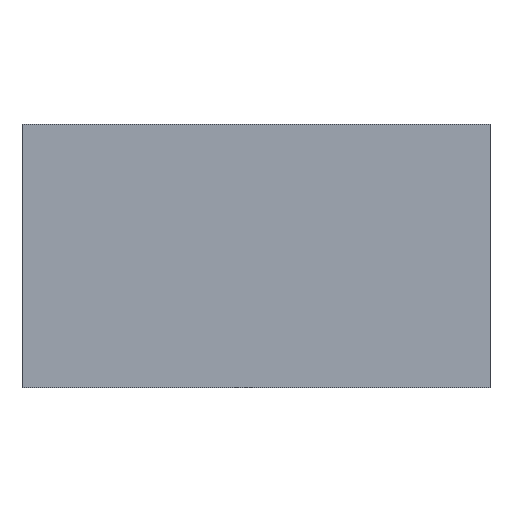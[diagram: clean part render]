
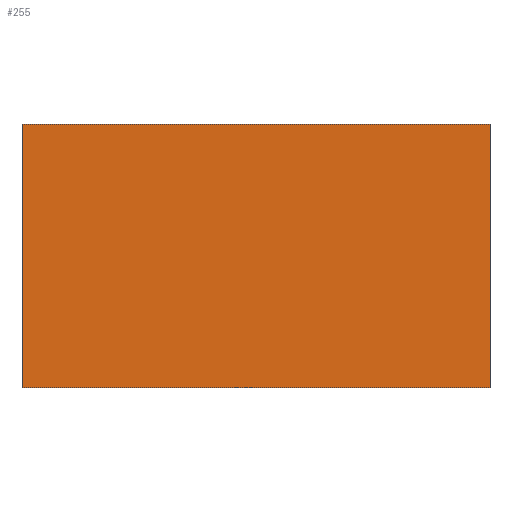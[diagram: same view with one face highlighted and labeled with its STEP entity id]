
A CAD part, front view. The second image highlights one B-rep face of the part: STEP entity #255.
In plain terms, the highlighted planar face has unit normal (0, -1, 0).
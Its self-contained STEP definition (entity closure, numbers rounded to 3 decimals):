
#35=FACE_OUTER_BOUND('',#50,.T.);
#50=EDGE_LOOP('',(#226,#227,#228,#229));
#60=LINE('',#374,#89);
#73=LINE('',#399,#102);
#75=LINE('',#402,#104);
#79=LINE('',#411,#108);
#89=VECTOR('',#305,10.);
#102=VECTOR('',#324,10.);
#104=VECTOR('',#328,10.);
#108=VECTOR('',#340,10.);
#119=VERTEX_POINT('',#371);
#120=VERTEX_POINT('',#373);
#128=VERTEX_POINT('',#396);
#129=VERTEX_POINT('',#398);
#144=EDGE_CURVE('',#120,#119,#60,.T.);
#157=EDGE_CURVE('',#129,#128,#73,.T.);
#159=EDGE_CURVE('',#128,#120,#75,.T.);
#163=EDGE_CURVE('',#119,#129,#79,.T.);
#226=ORIENTED_EDGE('',*,*,#157,.T.);
#227=ORIENTED_EDGE('',*,*,#159,.T.);
#228=ORIENTED_EDGE('',*,*,#144,.T.);
#229=ORIENTED_EDGE('',*,*,#163,.T.);
#241=PLANE('',#275);
#255=ADVANCED_FACE('',(#35),#241,.F.);
#275=AXIS2_PLACEMENT_3D('',#412,#341,#342);
#305=DIRECTION('',(-1.,0.,0.));
#324=DIRECTION('',(1.,0.,0.));
#328=DIRECTION('',(0.,0.,1.));
#340=DIRECTION('',(0.,0.,-1.));
#341=DIRECTION('center_axis',(0.,1.,0.));
#342=DIRECTION('ref_axis',(1.,0.,0.));
#371=CARTESIAN_POINT('',(-28.28,0.,15.925));
#373=CARTESIAN_POINT('',(28.28,0.,15.925));
#374=CARTESIAN_POINT('',(28.28,0.,15.925));
#396=CARTESIAN_POINT('',(28.28,0.,-15.925));
#398=CARTESIAN_POINT('',(-28.28,0.,-15.925));
#399=CARTESIAN_POINT('',(-28.28,0.,-15.925));
#402=CARTESIAN_POINT('',(28.28,0.,-15.925));
#411=CARTESIAN_POINT('',(-28.28,0.,15.925));
#412=CARTESIAN_POINT('Origin',(0.,0.,0.));
